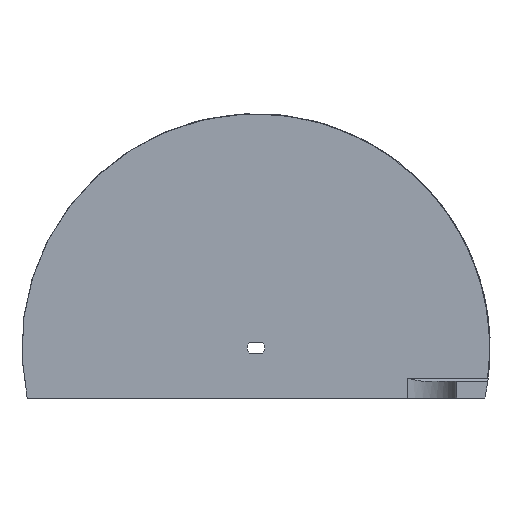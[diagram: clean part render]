
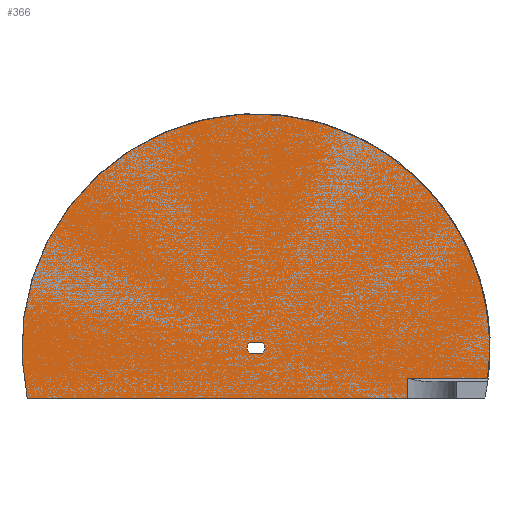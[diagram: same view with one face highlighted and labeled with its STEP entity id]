
A CAD part, top view. The second image highlights one B-rep face of the part: STEP entity #366.
In plain terms, the highlighted planar face has unit normal (0, 0, 1).
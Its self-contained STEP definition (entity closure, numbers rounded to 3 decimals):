
#19=FACE_BOUND('',#74,.T.);
#24=CIRCLE('',#399,70.);
#26=CIRCLE('',#403,2.575);
#28=CIRCLE('',#407,2.575);
#52=FACE_OUTER_BOUND('',#73,.T.);
#73=EDGE_LOOP('',(#269,#270));
#74=EDGE_LOOP('',(#271,#272,#273,#274));
#94=LINE('',#548,#128);
#98=LINE('',#560,#132);
#102=LINE('',#572,#136);
#128=VECTOR('',#438,10.);
#132=VECTOR('',#450,10.);
#136=VECTOR('',#462,10.);
#162=VERTEX_POINT('',#545);
#163=VERTEX_POINT('',#547);
#166=VERTEX_POINT('',#557);
#167=VERTEX_POINT('',#559);
#169=VERTEX_POINT('',#565);
#171=VERTEX_POINT('',#571);
#196=EDGE_CURVE('',#163,#162,#94,.T.);
#199=EDGE_CURVE('',#162,#163,#24,.T.);
#202=EDGE_CURVE('',#167,#166,#98,.T.);
#205=EDGE_CURVE('',#169,#167,#26,.T.);
#208=EDGE_CURVE('',#171,#169,#102,.T.);
#211=EDGE_CURVE('',#166,#171,#28,.T.);
#269=ORIENTED_EDGE('',*,*,#199,.T.);
#270=ORIENTED_EDGE('',*,*,#196,.T.);
#271=ORIENTED_EDGE('',*,*,#211,.T.);
#272=ORIENTED_EDGE('',*,*,#208,.T.);
#273=ORIENTED_EDGE('',*,*,#205,.T.);
#274=ORIENTED_EDGE('',*,*,#202,.T.);
#350=PLANE('',#408);
#366=ADVANCED_FACE('',(#52,#19),#350,.T.);
#399=AXIS2_PLACEMENT_3D('',#552,#444,#445);
#403=AXIS2_PLACEMENT_3D('',#566,#456,#457);
#407=AXIS2_PLACEMENT_3D('',#576,#468,#469);
#408=AXIS2_PLACEMENT_3D('',#577,#470,#471);
#438=DIRECTION('',(1.,0.,0.));
#444=DIRECTION('center_axis',(0.,0.,1.));
#445=DIRECTION('ref_axis',(1.,0.,0.));
#450=DIRECTION('',(1.,0.,0.));
#456=DIRECTION('center_axis',(0.,0.,-1.));
#457=DIRECTION('ref_axis',(1.,0.,0.));
#462=DIRECTION('',(-1.,0.,0.));
#468=DIRECTION('center_axis',(0.,0.,-1.));
#469=DIRECTION('ref_axis',(1.,0.,0.));
#470=DIRECTION('center_axis',(0.,0.,1.));
#471=DIRECTION('ref_axis',(1.,0.,0.));
#545=CARTESIAN_POINT('',(68.374,-15.,3.));
#547=CARTESIAN_POINT('',(-68.374,-15.,3.));
#548=CARTESIAN_POINT('',(-70.,-15.,3.));
#552=CARTESIAN_POINT('Origin',(0.,0.,3.));
#557=CARTESIAN_POINT('',(2.037,1.575,3.));
#559=CARTESIAN_POINT('',(-2.037,1.575,3.));
#560=CARTESIAN_POINT('',(-2.575,1.575,3.));
#565=CARTESIAN_POINT('',(-2.037,-1.575,3.));
#566=CARTESIAN_POINT('Origin',(0.,0.,3.));
#571=CARTESIAN_POINT('',(2.037,-1.575,3.));
#572=CARTESIAN_POINT('',(2.575,-1.575,3.));
#576=CARTESIAN_POINT('Origin',(0.,0.,3.));
#577=CARTESIAN_POINT('Origin',(0.,0.,3.));
